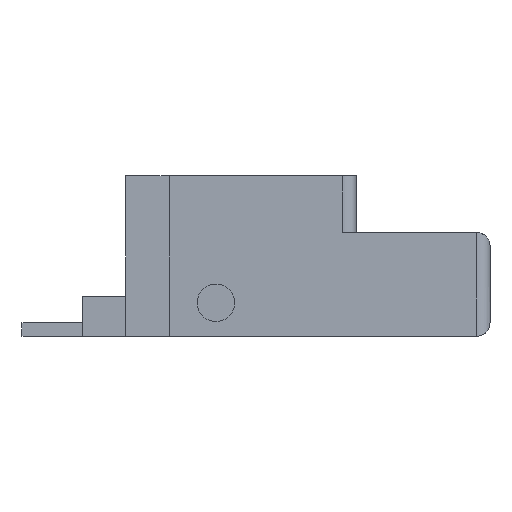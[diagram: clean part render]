
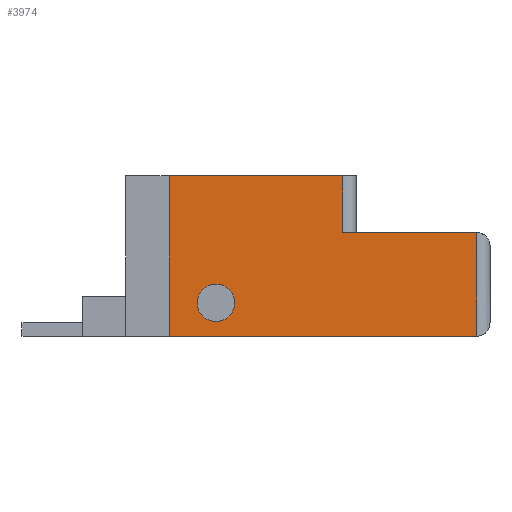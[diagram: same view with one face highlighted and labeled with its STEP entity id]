
A CAD part, left-side view. The second image highlights one B-rep face of the part: STEP entity #3974.
In plain terms, the highlighted planar face has unit normal (-1, 0, 0).
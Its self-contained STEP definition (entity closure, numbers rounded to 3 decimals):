
#31=FACE_BOUND('',#451,.T.);
#65=PLANE('',#4227);
#230=FACE_OUTER_BOUND('',#450,.T.);
#450=EDGE_LOOP('',(#2837,#2838,#2839,#2840,#2841,#2842,#2843,#2844));
#451=EDGE_LOOP('',(#2845));
#665=CIRCLE('',#4202,1.4);
#795=LINE('',#5741,#1257);
#837=LINE('',#5836,#1299);
#842=LINE('',#5846,#1304);
#848=LINE('',#5861,#1310);
#856=LINE('',#5878,#1318);
#857=LINE('',#5881,#1319);
#858=LINE('',#5883,#1320);
#859=LINE('',#5884,#1321);
#1257=VECTOR('',#4571,10.);
#1299=VECTOR('',#4653,10.);
#1304=VECTOR('',#4664,10.);
#1310=VECTOR('',#4680,10.);
#1318=VECTOR('',#4696,10.);
#1319=VECTOR('',#4699,10.);
#1320=VECTOR('',#4700,10.);
#1321=VECTOR('',#4701,10.);
#1716=VERTEX_POINT('',#5713);
#1726=VERTEX_POINT('',#5738);
#1727=VERTEX_POINT('',#5740);
#1745=VERTEX_POINT('',#5785);
#1760=VERTEX_POINT('',#5834);
#1762=VERTEX_POINT('',#5845);
#1766=VERTEX_POINT('',#5859);
#1772=VERTEX_POINT('',#5880);
#1773=VERTEX_POINT('',#5882);
#2117=EDGE_CURVE('',#1726,#1727,#795,.T.);
#2139=EDGE_CURVE('',#1745,#1745,#665,.T.);
#2165=EDGE_CURVE('',#1726,#1760,#837,.T.);
#2170=EDGE_CURVE('',#1762,#1727,#842,.T.);
#2178=EDGE_CURVE('',#1766,#1716,#848,.T.);
#2187=EDGE_CURVE('',#1762,#1766,#856,.T.);
#2188=EDGE_CURVE('',#1760,#1772,#857,.T.);
#2189=EDGE_CURVE('',#1773,#1772,#858,.T.);
#2190=EDGE_CURVE('',#1773,#1716,#859,.T.);
#2837=ORIENTED_EDGE('',*,*,#2187,.F.);
#2838=ORIENTED_EDGE('',*,*,#2170,.T.);
#2839=ORIENTED_EDGE('',*,*,#2117,.F.);
#2840=ORIENTED_EDGE('',*,*,#2165,.T.);
#2841=ORIENTED_EDGE('',*,*,#2188,.T.);
#2842=ORIENTED_EDGE('',*,*,#2189,.F.);
#2843=ORIENTED_EDGE('',*,*,#2190,.T.);
#2844=ORIENTED_EDGE('',*,*,#2178,.F.);
#2845=ORIENTED_EDGE('',*,*,#2139,.T.);
#3974=ADVANCED_FACE('',(#230,#31),#65,.T.);
#4202=AXIS2_PLACEMENT_3D('',#5786,#4605,#4606);
#4227=AXIS2_PLACEMENT_3D('',#5879,#4697,#4698);
#4571=DIRECTION('',(0.,-1.,0.));
#4605=DIRECTION('center_axis',(1.,0.,0.));
#4606=DIRECTION('ref_axis',(0.,-0.814,0.581));
#4653=DIRECTION('',(0.,0.,-1.));
#4664=DIRECTION('',(0.,0.,1.));
#4680=DIRECTION('',(0.,0.,-1.));
#4696=DIRECTION('',(0.,-1.,0.));
#4697=DIRECTION('center_axis',(-1.,0.,0.));
#4698=DIRECTION('ref_axis',(0.,0.,1.));
#4699=DIRECTION('',(0.,-1.,0.));
#4700=DIRECTION('',(0.,1.,0.));
#4701=DIRECTION('',(0.,-1.,0.));
#5713=CARTESIAN_POINT('',(0.,-9.,0.));
#5738=CARTESIAN_POINT('',(0.,14.,12.));
#5740=CARTESIAN_POINT('',(0.,1.,12.));
#5741=CARTESIAN_POINT('',(0.,14.,12.));
#5785=CARTESIAN_POINT('',(0.,9.1,2.5));
#5786=CARTESIAN_POINT('Origin',(0.,10.5,2.5));
#5834=CARTESIAN_POINT('',(0.,14.,0.));
#5836=CARTESIAN_POINT('',(0.,14.,12.));
#5845=CARTESIAN_POINT('',(0.,1.,7.75));
#5846=CARTESIAN_POINT('',(0.,1.,7.75));
#5859=CARTESIAN_POINT('',(0.,-9.,7.75));
#5861=CARTESIAN_POINT('',(0.,-9.,7.75));
#5878=CARTESIAN_POINT('',(0.,1.,7.75));
#5879=CARTESIAN_POINT('Origin',(0.,3.5,-4.));
#5880=CARTESIAN_POINT('',(0.,8.75,0.));
#5881=CARTESIAN_POINT('',(0.,14.,0.));
#5882=CARTESIAN_POINT('',(0.,0.,0.));
#5883=CARTESIAN_POINT('',(0.,0.,0.));
#5884=CARTESIAN_POINT('',(0.,0.,0.));
